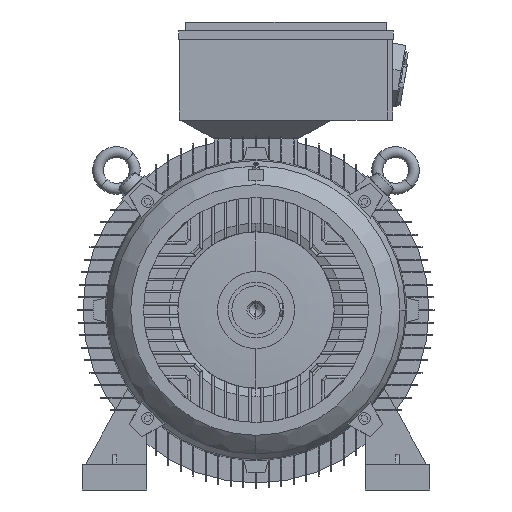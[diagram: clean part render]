
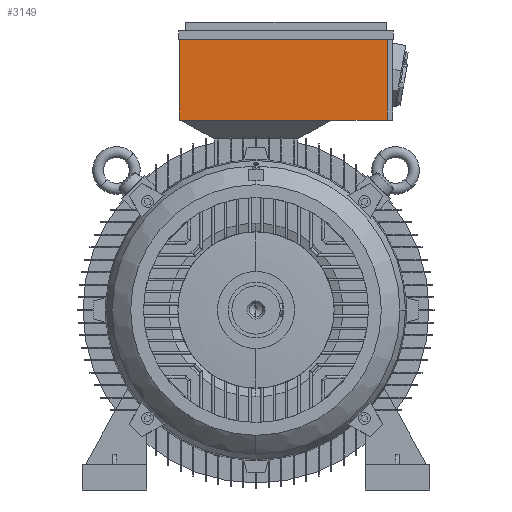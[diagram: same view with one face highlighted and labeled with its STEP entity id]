
A CAD part, left-side view. The second image highlights one B-rep face of the part: STEP entity #3149.
In plain terms, the highlighted planar face has unit normal (-1, 0, 0).
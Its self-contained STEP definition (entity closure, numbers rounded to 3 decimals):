
#3149=ADVANCED_FACE('',(#7037),#7038,.F.);
#7037=FACE_OUTER_BOUND('',#11644,.T.);
#7038=PLANE('',#11645);
#11644=EDGE_LOOP('',(#21159,#21160,#21161,#21162));
#11645=AXIS2_PLACEMENT_3D('',#21163,#21164,#21165);
#21159=ORIENTED_EDGE('',*,*,#31291,.T.);
#21160=ORIENTED_EDGE('',*,*,#31293,.F.);
#21161=ORIENTED_EDGE('',*,*,#31294,.F.);
#21162=ORIENTED_EDGE('',*,*,#30577,.F.);
#21163=CARTESIAN_POINT('',(-9.5,-42.25,358.0));
#21164=DIRECTION('',(1.0,0.0,-0.0));
#21165=DIRECTION('',(0.0,0.0,1.0));
#30577=EDGE_CURVE('',#37648,#37650,#37651,.T.);
#31291=EDGE_CURVE('',#37648,#38534,#38536,.T.);
#31293=EDGE_CURVE('',#38538,#38534,#38539,.T.);
#31294=EDGE_CURVE('',#37650,#38538,#38540,.T.);
#37648=VERTEX_POINT('',#51399);
#37650=VERTEX_POINT('',#51402);
#37651=LINE('',#51403,#51404);
#38534=VERTEX_POINT('',#53664);
#38536=LINE('',#53667,#53668);
#38538=VERTEX_POINT('',#53670);
#38539=LINE('',#53671,#53672);
#38540=LINE('',#53673,#53674);
#51399=CARTESIAN_POINT('',(-9.5,119.5,420.5));
#51402=CARTESIAN_POINT('',(-9.5,-204.0,420.5));
#51403=CARTESIAN_POINT('',(-9.5,-42.25,420.5));
#51404=VECTOR('',#73490,1.0);
#53664=CARTESIAN_POINT('',(-9.5,119.5,295.5));
#53667=CARTESIAN_POINT('',(-9.5,119.5,358.0));
#53668=VECTOR('',#73996,1.0);
#53670=CARTESIAN_POINT('',(-9.5,-204.0,295.5));
#53671=CARTESIAN_POINT('',(-9.5,-42.25,295.5));
#53672=VECTOR('',#73997,1.0);
#53673=CARTESIAN_POINT('',(-9.5,-204.0,358.0));
#53674=VECTOR('',#73998,1.0);
#73490=DIRECTION('',(0.0,-1.0,0.0));
#73996=DIRECTION('',(0.0,0.0,-1.0));
#73997=DIRECTION('',(0.0,1.0,0.0));
#73998=DIRECTION('',(0.0,0.0,-1.0));
